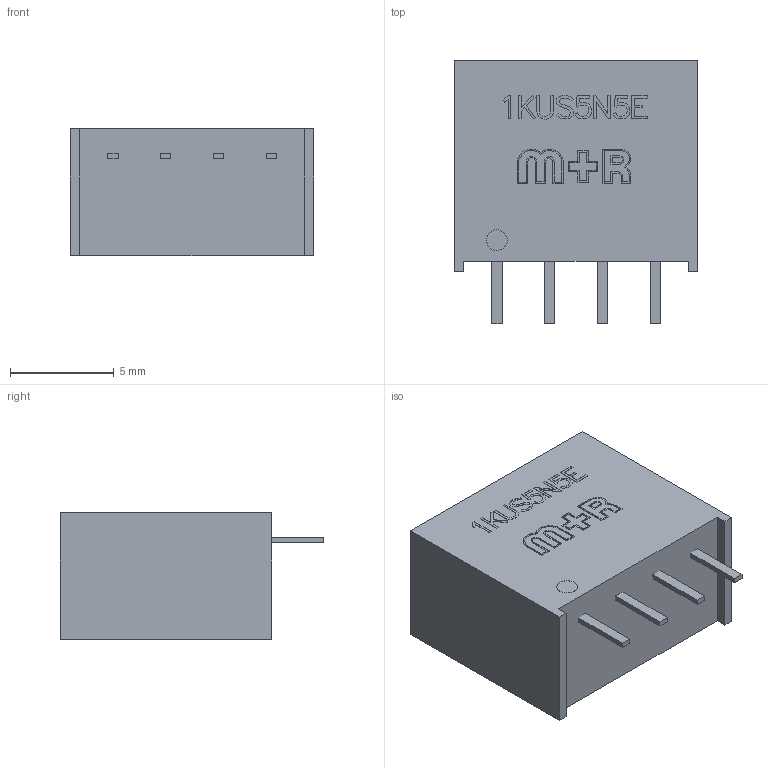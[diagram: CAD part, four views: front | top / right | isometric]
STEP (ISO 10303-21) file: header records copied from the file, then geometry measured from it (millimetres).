
FILE_DESCRIPTION (( 'STEP AP214' ), '1' );
FILE_NAME ('User Library-SIL-K4.STEP', '2020-12-18T06:38:53', ( '' ), ( '' ), 'SwSTEP 2.0', 'SolidWorks 2020', '' );
FILE_SCHEMA (( 'AUTOMOTIVE_DESIGN' ));
Length unit declared in the file: millimetre
Products named in the file (16): SIL_K4005; SIL_K4011; SIL_K4009; User Library-SIL-K4; SIL_K4015; SIL_K4007; SIL_K4013; SIL_K4004; SIL_K4014; SIL_K4016; SIL_K4006; SIL_K4010; Fusion; SIL_K4012; SIL_K4017; SIL_K4008
Assembly tree (15 placements, depth 2):
  User Library-SIL-K4
    Fusion
    SIL_K4016
    SIL_K4005
    SIL_K4006
    SIL_K4007
    SIL_K4017
    SIL_K4004
    SIL_K4010
    SIL_K4008
    SIL_K4009
    SIL_K4015
    SIL_K4014
    SIL_K4012
    SIL_K4013
    SIL_K4011
Bounding box: 11.7 x 12.66 x 6.11 mm (x, y, z)
Volume: 693.1 mm3; surface area: 530.5 mm2
Topology: 17 solids, 19 shells, 417 faces, 1142 edges, 762 vertices
Faces by surface type: plane 415, cylinder 2
Entity records: 18243 total; most frequent: CARTESIAN_POINT 2340, ORIENTED_EDGE 2280, DIRECTION 2018, EDGE_CURVE 1142, LINE 1138, VECTOR 1138, VERTEX_POINT 762, UNCERTAINTY_MEASURE_WITH_UNIT 466
